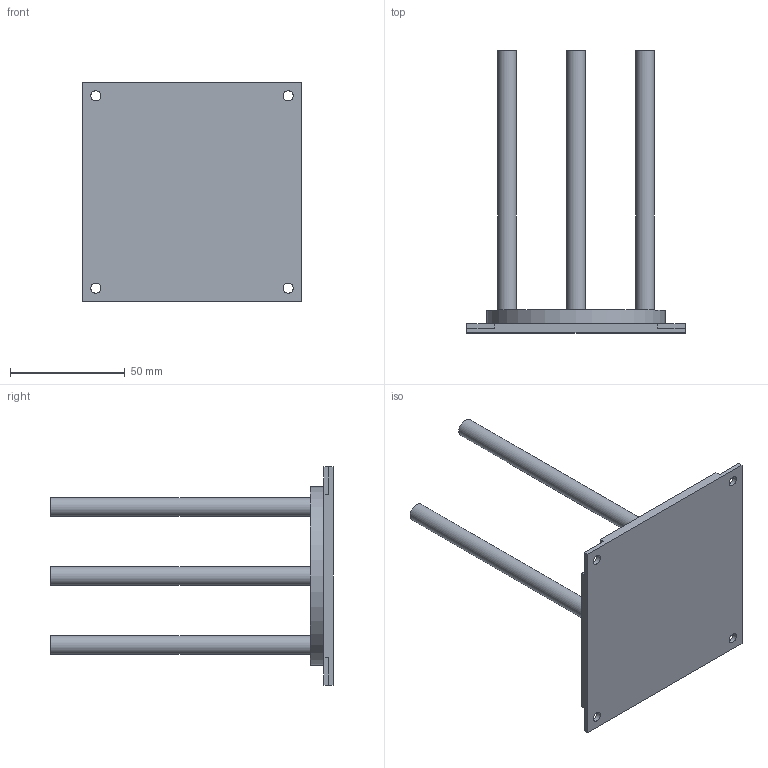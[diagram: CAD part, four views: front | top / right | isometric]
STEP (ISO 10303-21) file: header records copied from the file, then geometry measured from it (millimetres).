
FILE_DESCRIPTION(/* description */ (''),/* implementation_level */ '2;1');
FILE_NAME(/* name */ 'base_plate.stp',/* time_stamp */ '2023-05-31T18:51:53-04:00',/* author */ ('johnn'),/* organization */ (''),/* preprocessor_version */ 'ST-DEVELOPER v19',/* originating_system */ 'Autodesk Inventor 2023',/* authorisation */ '');
FILE_SCHEMA (('AUTOMOTIVE_DESIGN { 1 0 10303 214 3 1 1 }'));
Length unit declared in the file: millimetre
Products named in the file (1): base_plate
Bounding box: 95 x 122.7 x 95 mm (x, y, z)
Volume: 84928.7 mm3; surface area: 32855.5 mm2
Topology: 1 solids, 1 shells, 40 faces, 87 edges, 58 vertices
Faces by surface type: plane 27, cylinder 13
Full cylindrical faces by diameter (mm): 3.2 x4, 4.4 x4, 7.9 x4, 77.8 x1
Entity records: 1156 total; most frequent: DIRECTION 195, CARTESIAN_POINT 186, ORIENTED_EDGE 174, EDGE_CURVE 87, AXIS2_PLACEMENT_3D 67, LINE 61, VECTOR 61, VERTEX_POINT 58
